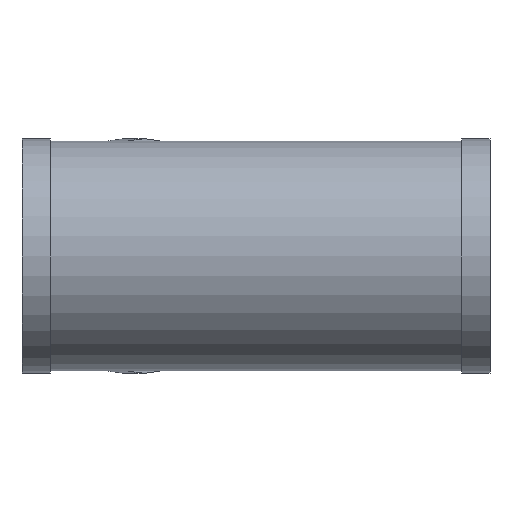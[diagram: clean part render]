
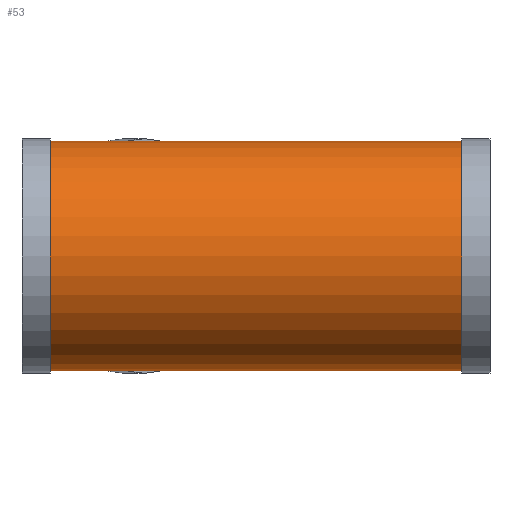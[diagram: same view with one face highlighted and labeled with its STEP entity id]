
A CAD part, front view. The second image highlights one B-rep face of the part: STEP entity #53.
In plain terms, the highlighted cylindrical face has radius 225 mm (diameter 450 mm), a full revolution.
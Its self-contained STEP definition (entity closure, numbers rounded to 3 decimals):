
#53 = ADVANCED_FACE( '', ( #118, #119, #120 ), #121, .T. );
#118 = FACE_OUTER_BOUND( '', #203, .T. );
#119 = FACE_BOUND( '', #204, .T. );
#120 = FACE_OUTER_BOUND( '', #205, .T. );
#121 = CYLINDRICAL_SURFACE( '', #206, 225. );
#203 = EDGE_LOOP( '', ( #292 ) );
#204 = EDGE_LOOP( '', ( #293, #294 ) );
#205 = EDGE_LOOP( '', ( #295 ) );
#206 = AXIS2_PLACEMENT_3D( '', #296, #297, #298 );
#292 = ORIENTED_EDGE( '', *, *, #396, .T. );
#293 = ORIENTED_EDGE( '', *, *, #397, .F. );
#294 = ORIENTED_EDGE( '', *, *, #398, .F. );
#295 = ORIENTED_EDGE( '', *, *, #399, .F. );
#296 = CARTESIAN_POINT( '', ( 459., 0., 0. ) );
#297 = DIRECTION( '', ( -1., 0., 0. ) );
#298 = DIRECTION( '', ( 0., 0., -1. ) );
#396 = EDGE_CURVE( '', #446, #446, #447, .T. );
#397 = EDGE_CURVE( '', #448, #449, #450, .F. );
#398 = EDGE_CURVE( '', #449, #448, #451, .F. );
#399 = EDGE_CURVE( '', #452, #452, #453, .T. );
#446 = VERTEX_POINT( '', #509 );
#447 = CIRCLE( '', #510, 225. );
#448 = VERTEX_POINT( '', #511 );
#449 = VERTEX_POINT( '', #512 );
#450 = ELLIPSE( '', #513, 587.953, 225. );
#451 = ELLIPSE( '', #514, 243.538, 225. );
#452 = VERTEX_POINT( '', #515 );
#453 = CIRCLE( '', #516, 225. );
#509 = CARTESIAN_POINT( '', ( -404., 0., -225. ) );
#510 = AXIS2_PLACEMENT_3D( '', #575, #576, #577 );
#511 = CARTESIAN_POINT( '', ( 225., 0., -225. ) );
#512 = CARTESIAN_POINT( '', ( 225., 0., 225. ) );
#513 = AXIS2_PLACEMENT_3D( '', #578, #579, #580 );
#514 = AXIS2_PLACEMENT_3D( '', #581, #582, #583 );
#515 = CARTESIAN_POINT( '', ( 404., 0., -225. ) );
#516 = AXIS2_PLACEMENT_3D( '', #584, #585, #586 );
#575 = CARTESIAN_POINT( '', ( -404., 0., 0. ) );
#576 = DIRECTION( '', ( 1., 0., 0. ) );
#577 = DIRECTION( '', ( 0., 0., -1. ) );
#578 = CARTESIAN_POINT( '', ( 225., 0., 0. ) );
#579 = DIRECTION( '', ( -0.383, -0.924, 0. ) );
#580 = DIRECTION( '', ( 0.924, -0.383, 0. ) );
#581 = CARTESIAN_POINT( '', ( 225., 0., 0. ) );
#582 = DIRECTION( '', ( 0.924, -0.383, 0. ) );
#583 = DIRECTION( '', ( -0.383, -0.924, 0. ) );
#584 = CARTESIAN_POINT( '', ( 404., 0., 0. ) );
#585 = DIRECTION( '', ( 1., 0., 0. ) );
#586 = DIRECTION( '', ( 0., 0., -1. ) );
